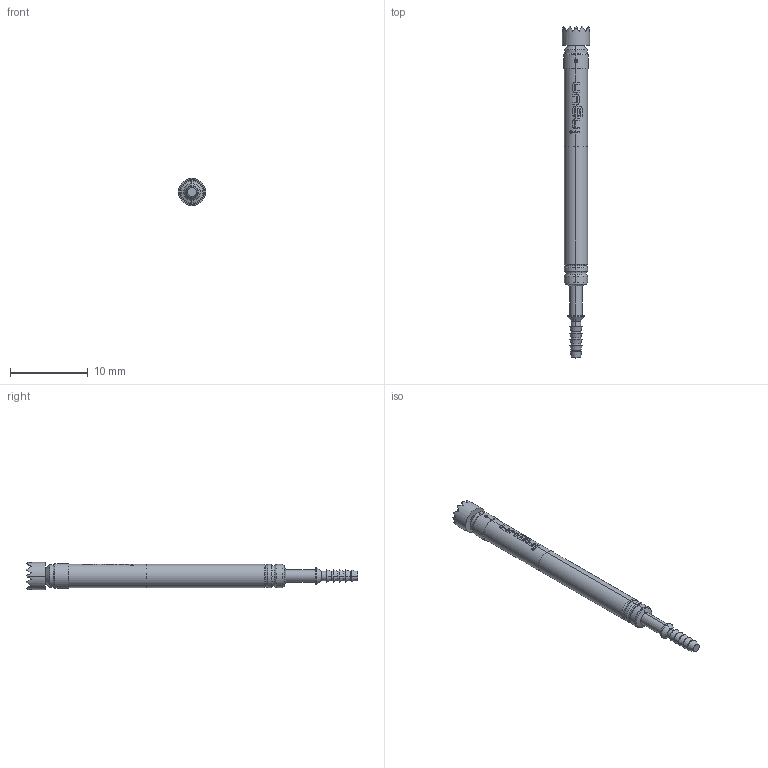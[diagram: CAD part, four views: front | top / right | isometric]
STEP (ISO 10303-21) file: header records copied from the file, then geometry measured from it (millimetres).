
FILE_DESCRIPTION (( 'STEP AP203' ), '1' );
FILE_NAME ('INGUN_PKS-300_206_350_A_xx02_BH.STEP', '2022-03-03T13:36:50', ( 'ochi' ), ( '' ), 'SwSTEP 2.0', 'SolidWorks 2018', '' );
FILE_SCHEMA (( 'CONFIG_CONTROL_DESIGN' ));
Length unit declared in the file: millimetre
Products named in the file (1): INGUN_PKS-300_206_350_A_xx02_BH
Bounding box: 3.5 x 42.7 x 3.5 mm (x, y, z)
Volume: 250.3 mm3; surface area: 397.6 mm2
Topology: 1 solids, 1 shells, 245 faces, 562 edges, 331 vertices
Faces by surface type: plane 132, cylinder 51, bspline 36, cone 18, torus 8
Entity records: 8533 total; most frequent: CARTESIAN_POINT 3649, ORIENTED_EDGE 1124, DIRECTION 786, EDGE_CURVE 562, VERTEX_POINT 331, AXIS2_PLACEMENT_3D 302, EDGE_LOOP 257, FACE_OUTER_BOUND 245
